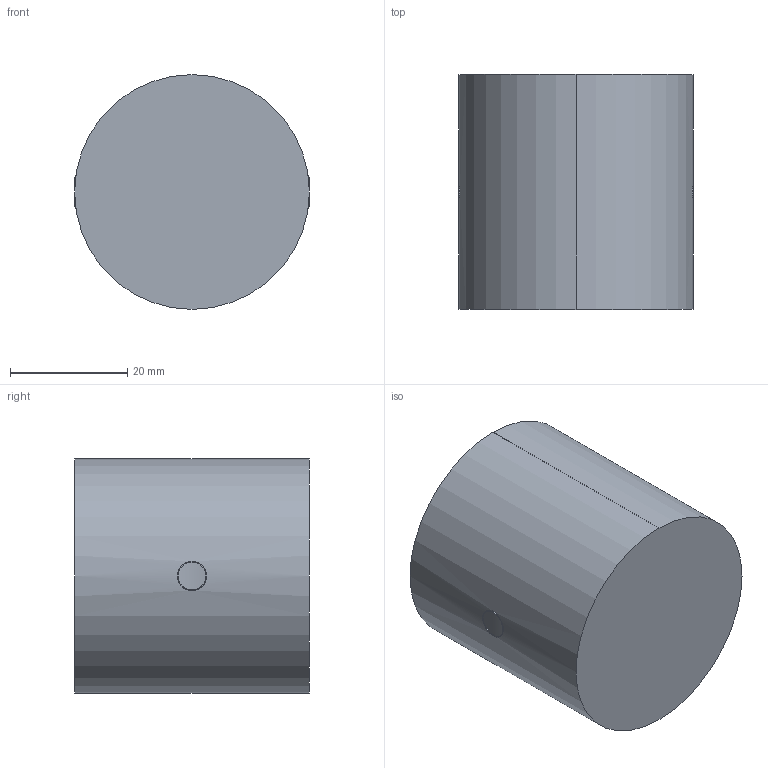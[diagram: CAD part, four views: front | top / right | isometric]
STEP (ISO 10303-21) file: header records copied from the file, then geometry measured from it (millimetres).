
FILE_DESCRIPTION (( 'STEP AP203' ), '1' );
FILE_NAME ('head_Default_sldprt.STEP', '2016-02-16T14:30:59', ( '' ), ( '' ), 'SwSTEP 2.0', 'SolidWorks 2014', '' );
FILE_SCHEMA (( 'CONFIG_CONTROL_DESIGN' ));
Length unit declared in the file: millimetre
Products named in the file (1): head_Default_sldprt
Bounding box: 40 x 40 x 40 mm (x, y, z)
Volume: 6107.7 mm3; surface area: 13355.5 mm2
Topology: 1 solids, 2 shells, 29 faces, 52 edges, 32 vertices
Faces by surface type: cylinder 24, plane 5
Entity records: 1229 total; most frequent: CARTESIAN_POINT 602, DIRECTION 112, ORIENTED_EDGE 104, EDGE_CURVE 52, AXIS2_PLACEMENT_3D 50, EDGE_LOOP 36, VERTEX_POINT 32, FACE_OUTER_BOUND 29
